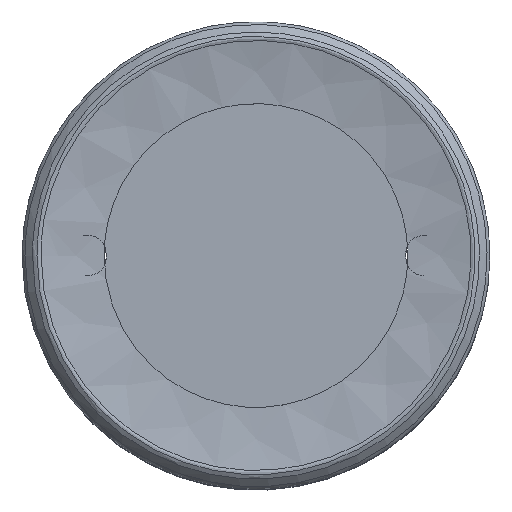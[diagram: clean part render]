
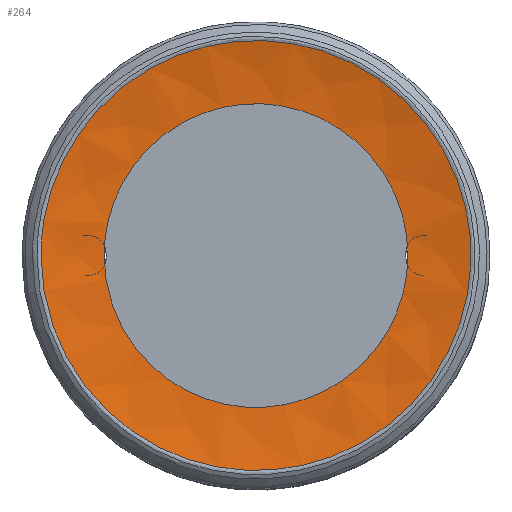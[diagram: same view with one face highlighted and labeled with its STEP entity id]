
A CAD part, top view. The second image highlights one B-rep face of the part: STEP entity #264.
In plain terms, the highlighted free-form (B-spline) face has degree [2, 2] with [3, 9] control points.
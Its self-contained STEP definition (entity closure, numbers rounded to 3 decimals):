
#177=CARTESIAN_POINT('',(-6.078,0.,0.058));
#178=VERTEX_POINT('',#177);
#184=CARTESIAN_POINT('',(-6.078,0.,0.058));
#185=CARTESIAN_POINT('',(-6.078,-6.078,0.058));
#186=CARTESIAN_POINT('',(0.,-6.078,0.058));
#187=CARTESIAN_POINT('',(6.078,-6.078,0.058));
#188=CARTESIAN_POINT('',(6.078,0.,0.058));
#189=CARTESIAN_POINT('',(6.078,6.078,0.058));
#190=CARTESIAN_POINT('',(0.,6.078,0.058));
#191=CARTESIAN_POINT('',(-6.078,6.078,0.058));
#192=CARTESIAN_POINT('',(-6.078,0.,0.058));
#193=(BOUNDED_CURVE()B_SPLINE_CURVE(2,(#184,#185,#186,#187,#188,#189,#190,#191,#192),.CIRCULAR_ARC.,.T.,.U.)B_SPLINE_CURVE_WITH_KNOTS((3,2,2,2,3),(0.,0.25,0.5,0.75,1.),.UNSPECIFIED.)CURVE()GEOMETRIC_REPRESENTATION_ITEM()RATIONAL_B_SPLINE_CURVE((1.,0.707,1.,0.707,1.,0.707,1.,0.707,1.))REPRESENTATION_ITEM(''));
#194=EDGE_CURVE('',#178,#178,#193,.T.);
#212=CARTESIAN_POINT('',(-6.078,0.,0.058));
#213=CARTESIAN_POINT('',(-6.078,-6.078,0.058));
#214=CARTESIAN_POINT('',(0.,-6.078,0.058));
#215=CARTESIAN_POINT('',(6.078,-6.078,0.058));
#216=CARTESIAN_POINT('',(6.078,0.,0.058));
#217=CARTESIAN_POINT('',(6.078,6.078,0.058));
#218=CARTESIAN_POINT('',(0.,6.078,0.058));
#219=CARTESIAN_POINT('',(-6.078,6.078,0.058));
#220=CARTESIAN_POINT('',(-6.078,0.,0.058));
#221=CARTESIAN_POINT('',(-7.362,0.,0.032));
#222=CARTESIAN_POINT('',(-7.362,-7.362,0.032));
#223=CARTESIAN_POINT('',(0.,-7.362,0.032));
#224=CARTESIAN_POINT('',(7.362,-7.362,0.032));
#225=CARTESIAN_POINT('',(7.362,0.,0.032));
#226=CARTESIAN_POINT('',(7.362,7.362,0.032));
#227=CARTESIAN_POINT('',(0.,7.362,0.032));
#228=CARTESIAN_POINT('',(-7.362,7.362,0.032));
#229=CARTESIAN_POINT('',(-7.362,0.,0.032));
#230=CARTESIAN_POINT('',(-8.605,0.,0.36));
#231=CARTESIAN_POINT('',(-8.605,-8.605,0.36));
#232=CARTESIAN_POINT('',(0.,-8.605,0.36));
#233=CARTESIAN_POINT('',(8.605,-8.605,0.36));
#234=CARTESIAN_POINT('',(8.605,0.,0.36));
#235=CARTESIAN_POINT('',(8.605,8.605,0.36));
#236=CARTESIAN_POINT('',(0.,8.605,0.36));
#237=CARTESIAN_POINT('',(-8.605,8.605,0.36));
#238=CARTESIAN_POINT('',(-8.605,0.,0.36));
#239=(BOUNDED_SURFACE()B_SPLINE_SURFACE(2,2,((#212,#213,#214,#215,#216,#217,#218,#219,#220),(#221,#222,#223,#224,#225,#226,#227,#228,#229),(#230,#231,#232,#233,#234,#235,#236,#237,#238)),.UNSPECIFIED.,.F.,.T.,.U.)B_SPLINE_SURFACE_WITH_KNOTS((3,3),(3,2,2,2,3),(0.,1.),(0.,0.25,0.5,0.75,1.),.UNSPECIFIED.)GEOMETRIC_REPRESENTATION_ITEM()RATIONAL_B_SPLINE_SURFACE(((1.,0.707,1.,0.707,1.,0.707,1.,0.707,1.),(0.99,0.7,0.99,0.7,0.99,0.7,0.99,0.7,0.99),(1.,0.707,1.,0.707,1.,0.707,1.,0.707,1.)))REPRESENTATION_ITEM('')SURFACE());
#240=CARTESIAN_POINT('',(-8.605,0.,0.36));
#241=VERTEX_POINT('',#240);
#242=CARTESIAN_POINT('',(-6.078,0.,0.058));
#243=CARTESIAN_POINT('',(-7.362,0.,0.032));
#244=CARTESIAN_POINT('',(-8.605,0.,0.36));
#245=(BOUNDED_CURVE()B_SPLINE_CURVE(2,(#242,#243,#244),.CIRCULAR_ARC.,.F.,.U.)B_SPLINE_CURVE_WITH_KNOTS((3,3),(0.,1.),.UNSPECIFIED.)CURVE()GEOMETRIC_REPRESENTATION_ITEM()RATIONAL_B_SPLINE_CURVE((1.,0.99,1.))REPRESENTATION_ITEM(''));
#246=EDGE_CURVE('',#178,#241,#245,.T.);
#247=ORIENTED_EDGE('',*,*,#246,.T.);
#248=CARTESIAN_POINT('',(-8.605,0.,0.36));
#249=CARTESIAN_POINT('',(-8.605,-8.605,0.36));
#250=CARTESIAN_POINT('',(0.,-8.605,0.36));
#251=CARTESIAN_POINT('',(8.605,-8.605,0.36));
#252=CARTESIAN_POINT('',(8.605,0.,0.36));
#253=CARTESIAN_POINT('',(8.605,8.605,0.36));
#254=CARTESIAN_POINT('',(0.,8.605,0.36));
#255=CARTESIAN_POINT('',(-8.605,8.605,0.36));
#256=CARTESIAN_POINT('',(-8.605,0.,0.36));
#257=(BOUNDED_CURVE()B_SPLINE_CURVE(2,(#248,#249,#250,#251,#252,#253,#254,#255,#256),.CIRCULAR_ARC.,.T.,.U.)B_SPLINE_CURVE_WITH_KNOTS((3,2,2,2,3),(0.,0.25,0.5,0.75,1.),.UNSPECIFIED.)CURVE()GEOMETRIC_REPRESENTATION_ITEM()RATIONAL_B_SPLINE_CURVE((1.,0.707,1.,0.707,1.,0.707,1.,0.707,1.))REPRESENTATION_ITEM(''));
#258=EDGE_CURVE('',#241,#241,#257,.T.);
#259=ORIENTED_EDGE('',*,*,#258,.T.);
#260=ORIENTED_EDGE('',*,*,#246,.F.);
#261=ORIENTED_EDGE('',*,*,#194,.F.);
#262=EDGE_LOOP('',(#247,#259,#260,#261));
#263=FACE_OUTER_BOUND('',#262,.T.);
#264=ADVANCED_FACE('',(#263),#239,.T.);
